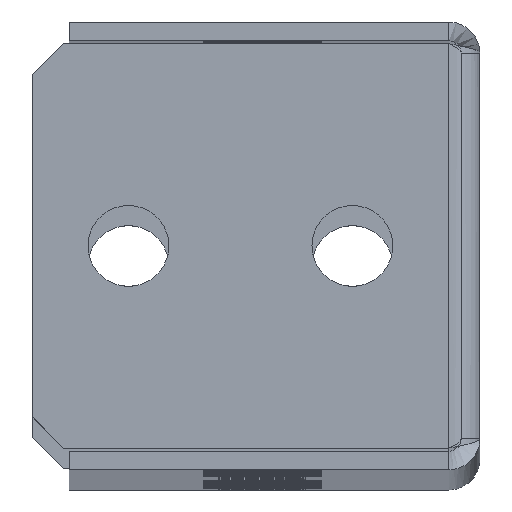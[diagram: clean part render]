
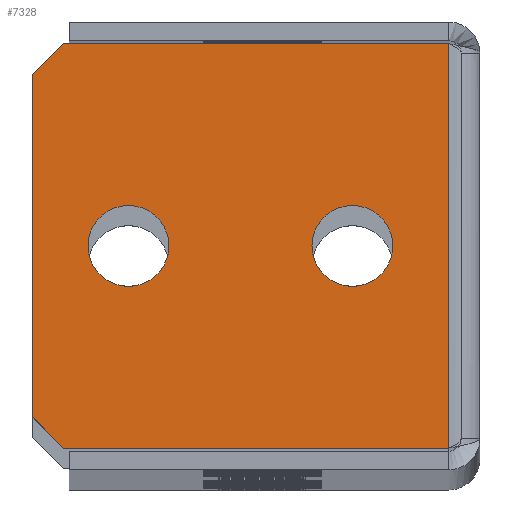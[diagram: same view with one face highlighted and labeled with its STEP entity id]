
A CAD part, top view. The second image highlights one B-rep face of the part: STEP entity #7328.
In plain terms, the highlighted planar face has unit normal (0, 0, 1).
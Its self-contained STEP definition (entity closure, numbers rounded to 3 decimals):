
#63 = LINE ( 'NONE', #5713, #14798 ) ;
#309 = EDGE_LOOP ( 'NONE', ( #10592, #13947, #2019, #9223, #6001, #5192 ) ) ;
#419 = DIRECTION ( 'NONE',  ( -1., 0., 0. ) ) ;
#432 = DIRECTION ( 'NONE',  ( -0.707, -0.707, 0. ) ) ;
#616 = VERTEX_POINT ( 'NONE', #6373 ) ;
#1088 = EDGE_CURVE ( 'NONE', #14112, #5318, #8200, .T. ) ;
#1262 = EDGE_CURVE ( 'NONE', #6879, #2652, #6613, .T. ) ;
#1286 = DIRECTION ( 'NONE',  ( 0.707, -0.707, 0. ) ) ;
#1516 = FACE_BOUND ( 'NONE', #13166, .T. ) ;
#1532 = DIRECTION ( 'NONE',  ( -1., 0., 0. ) ) ;
#1615 = CARTESIAN_POINT ( 'NONE',  ( -3., 0., 926.5 ) ) ;
#1689 = CIRCLE ( 'NONE', #12039, 3.25 ) ;
#2019 = ORIENTED_EDGE ( 'NONE', *, *, #3946, .T. ) ;
#2357 = CARTESIAN_POINT ( 'NONE',  ( 30.5, -1.75, 926.5 ) ) ;
#2539 = EDGE_LOOP ( 'NONE', ( #12637, #2955 ) ) ;
#2652 = VERTEX_POINT ( 'NONE', #3908 ) ;
#2721 = DIRECTION ( 'NONE',  ( 0., 0., -1. ) ) ;
#2955 = ORIENTED_EDGE ( 'NONE', *, *, #15068, .T. ) ;
#2971 = CARTESIAN_POINT ( 'NONE',  ( 4.75, -18., 926.5 ) ) ;
#3392 = DIRECTION ( 'NONE',  ( 0., 0., -1. ) ) ;
#3908 = CARTESIAN_POINT ( 'NONE',  ( 26., -18., 926.5 ) ) ;
#3913 = CARTESIAN_POINT ( 'NONE',  ( -3., -4.25, 926.5 ) ) ;
#3946 = EDGE_CURVE ( 'NONE', #5318, #4441, #5825, .T. ) ;
#4110 = FACE_OUTER_BOUND ( 'NONE', #309, .T. ) ;
#4202 = CARTESIAN_POINT ( 'NONE',  ( 22.75, -18., 926.5 ) ) ;
#4410 = EDGE_CURVE ( 'NONE', #14527, #14112, #4688, .T. ) ;
#4441 = VERTEX_POINT ( 'NONE', #14496 ) ;
#4688 = LINE ( 'NONE', #11539, #11927 ) ;
#5010 = CARTESIAN_POINT ( 'NONE',  ( 8., -18., 926.5 ) ) ;
#5192 = ORIENTED_EDGE ( 'NONE', *, *, #15937, .T. ) ;
#5318 = VERTEX_POINT ( 'NONE', #6813 ) ;
#5338 = CARTESIAN_POINT ( 'NONE',  ( 30.5, -1.75, 926.5 ) ) ;
#5511 = FACE_BOUND ( 'NONE', #2539, .T. ) ;
#5601 = DIRECTION ( 'NONE',  ( 0., -1., 0. ) ) ;
#5713 = CARTESIAN_POINT ( 'NONE',  ( 30.5, -33.5, 926.5 ) ) ;
#5825 = LINE ( 'NONE', #11478, #11625 ) ;
#6001 = ORIENTED_EDGE ( 'NONE', *, *, #16172, .F. ) ;
#6232 = CARTESIAN_POINT ( 'NONE',  ( 22.75, -18., 926.5 ) ) ;
#6358 = CARTESIAN_POINT ( 'NONE',  ( 30.5, -34.25, 926.5 ) ) ;
#6373 = CARTESIAN_POINT ( 'NONE',  ( 30.5, -34.25, 926.5 ) ) ;
#6613 = CIRCLE ( 'NONE', #12243, 3.25 ) ;
#6813 = CARTESIAN_POINT ( 'NONE',  ( -3., -31.75, 926.5 ) ) ;
#6879 = VERTEX_POINT ( 'NONE', #12845 ) ;
#7328 = ADVANCED_FACE ( 'NONE', ( #1516, #5511, #4110 ), #14199, .F. ) ;
#7585 = AXIS2_PLACEMENT_3D ( 'NONE', #8978, #3392, #9059 ) ;
#8200 = LINE ( 'NONE', #1615, #17749 ) ;
#8269 = VERTEX_POINT ( 'NONE', #17760 ) ;
#8279 = DIRECTION ( 'NONE',  ( 0., 0., -1. ) ) ;
#8384 = DIRECTION ( 'NONE',  ( -1., 0., 0. ) ) ;
#8643 = DIRECTION ( 'NONE',  ( -1., 0., 0. ) ) ;
#8789 = VECTOR ( 'NONE', #1532, 1000. ) ;
#8978 = CARTESIAN_POINT ( 'NONE',  ( 4.75, -18., 926.5 ) ) ;
#9059 = DIRECTION ( 'NONE',  ( -1., 0., 0. ) ) ;
#9223 = ORIENTED_EDGE ( 'NONE', *, *, #14759, .F. ) ;
#9234 = LINE ( 'NONE', #5338, #15720 ) ;
#9850 = DIRECTION ( 'NONE',  ( 0., 0., -1. ) ) ;
#10498 = ORIENTED_EDGE ( 'NONE', *, *, #1262, .T. ) ;
#10592 = ORIENTED_EDGE ( 'NONE', *, *, #4410, .T. ) ;
#11131 = CIRCLE ( 'NONE', #7585, 3.25 ) ;
#11319 = AXIS2_PLACEMENT_3D ( 'NONE', #4202, #8279, #16988 ) ;
#11438 = CARTESIAN_POINT ( 'NONE',  ( 0., 0., 926.5 ) ) ;
#11478 = CARTESIAN_POINT ( 'NONE',  ( -17.375, -17.375, 926.5 ) ) ;
#11539 = CARTESIAN_POINT ( 'NONE',  ( 0.625, -0.625, 926.5 ) ) ;
#11625 = VECTOR ( 'NONE', #1286, 1000. ) ;
#11890 = DIRECTION ( 'NONE',  ( 0., 0., -1. ) ) ;
#11927 = VECTOR ( 'NONE', #432, 1000. ) ;
#12039 = AXIS2_PLACEMENT_3D ( 'NONE', #2971, #9850, #8643 ) ;
#12198 = CIRCLE ( 'NONE', #11319, 3.25 ) ;
#12243 = AXIS2_PLACEMENT_3D ( 'NONE', #6232, #11890, #419 ) ;
#12379 = DIRECTION ( 'NONE',  ( -1., 0., 0. ) ) ;
#12637 = ORIENTED_EDGE ( 'NONE', *, *, #14542, .T. ) ;
#12760 = AXIS2_PLACEMENT_3D ( 'NONE', #11438, #2721, #8384 ) ;
#12845 = CARTESIAN_POINT ( 'NONE',  ( 19.5, -18., 926.5 ) ) ;
#13166 = EDGE_LOOP ( 'NONE', ( #10498, #16300 ) ) ;
#13403 = LINE ( 'NONE', #6358, #8789 ) ;
#13947 = ORIENTED_EDGE ( 'NONE', *, *, #1088, .T. ) ;
#14112 = VERTEX_POINT ( 'NONE', #3913 ) ;
#14199 = PLANE ( 'NONE',  #12760 ) ;
#14254 = VERTEX_POINT ( 'NONE', #5010 ) ;
#14432 = CARTESIAN_POINT ( 'NONE',  ( -0.5, -1.75, 926.5 ) ) ;
#14496 = CARTESIAN_POINT ( 'NONE',  ( -0.5, -34.25, 926.5 ) ) ;
#14527 = VERTEX_POINT ( 'NONE', #14432 ) ;
#14542 = EDGE_CURVE ( 'NONE', #8269, #14254, #11131, .T. ) ;
#14759 = EDGE_CURVE ( 'NONE', #616, #4441, #13403, .T. ) ;
#14798 = VECTOR ( 'NONE', #17004, 1000. ) ;
#15068 = EDGE_CURVE ( 'NONE', #14254, #8269, #1689, .T. ) ;
#15720 = VECTOR ( 'NONE', #12379, 1000. ) ;
#15937 = EDGE_CURVE ( 'NONE', #15993, #14527, #9234, .T. ) ;
#15993 = VERTEX_POINT ( 'NONE', #2357 ) ;
#16172 = EDGE_CURVE ( 'NONE', #15993, #616, #63, .T. ) ;
#16300 = ORIENTED_EDGE ( 'NONE', *, *, #17627, .T. ) ;
#16988 = DIRECTION ( 'NONE',  ( -1., 0., 0. ) ) ;
#17004 = DIRECTION ( 'NONE',  ( 0., -1., 0. ) ) ;
#17627 = EDGE_CURVE ( 'NONE', #2652, #6879, #12198, .T. ) ;
#17749 = VECTOR ( 'NONE', #5601, 1000. ) ;
#17760 = CARTESIAN_POINT ( 'NONE',  ( 1.5, -18., 926.5 ) ) ;
